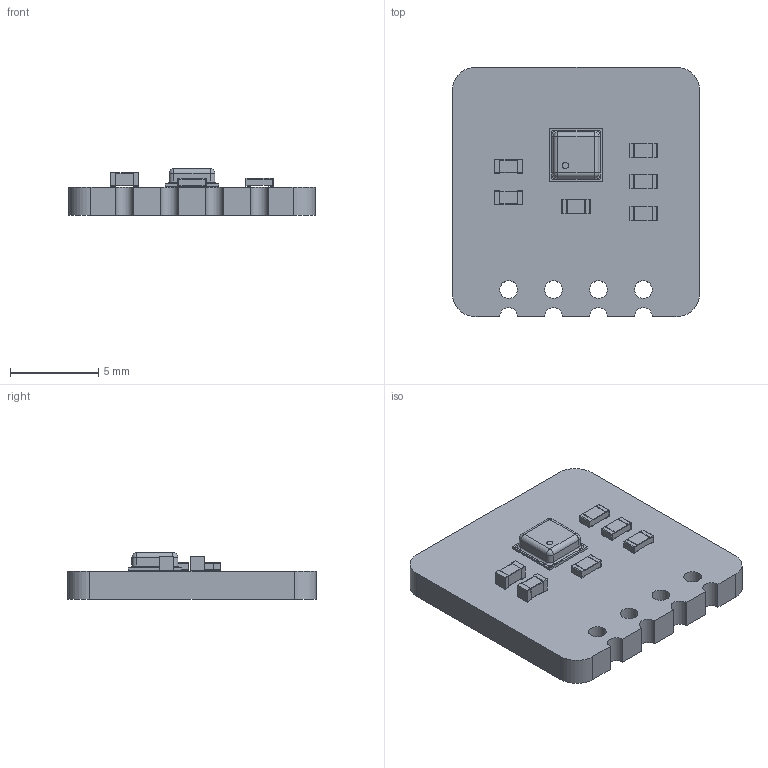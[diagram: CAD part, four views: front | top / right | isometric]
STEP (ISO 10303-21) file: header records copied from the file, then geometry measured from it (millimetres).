
FILE_DESCRIPTION(('KiCad electronic assembly'),'2;1');
FILE_NAME('bme688Breakout.step','2021-09-28T11:57:13',('An Author'),( 'A Company'),'Open CASCADE STEP processor 6.9', 'KiCad to STEP converter','Unknown');
FILE_SCHEMA(('AUTOMOTIVE_DESIGN { 1 0 10303 214 1 1 1 1 }'));
Length unit declared in the file: millimetre
Products named in the file (8): Open CASCADE STEP translator 6.9 1; C_0603_1608Metric; SOLID; R_0603_1608Metric; BME680--3DModel-STEP-56544; COMPOUND
Assembly tree (11 placements, depth 3):
  Open CASCADE STEP translator 6.9 1
    C_0603_1608Metric  x2
      SOLID
    R_0603_1608Metric  x4
      SOLID
    BME680--3DModel-STEP-56544
      COMPOUND
    COMPOUND
Bounding box: 13.97 x 14.1 x 2.65 mm (x, y, z)
Volume: 316.2 mm3; surface area: 585.4 mm2
Topology: 20 solids, 20 shells, 384 faces, 958 edges, 616 vertices
Faces by surface type: plane 282, cylinder 94, sphere 4, torus 4
Full cylindrical faces by diameter (mm): 1 x4
Entity records: 17749 total; most frequent: CARTESIAN_POINT 3092, DIRECTION 2690, LINE 1804, VECTOR 1804, ORIENTED_EDGE 1356, PCURVE 1356, DEFINITIONAL_REPRESENTATION 1356, EDGE_CURVE 678
